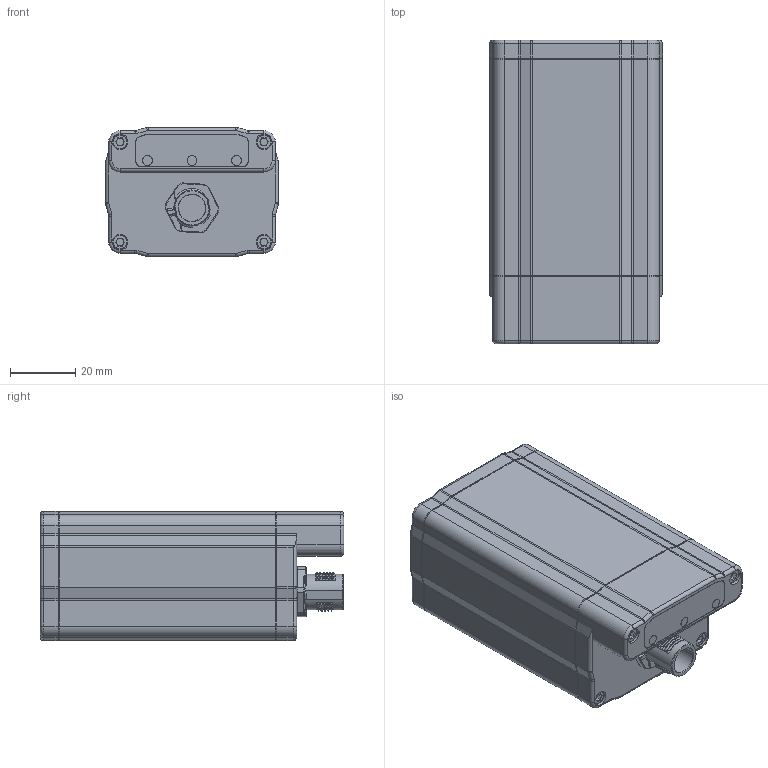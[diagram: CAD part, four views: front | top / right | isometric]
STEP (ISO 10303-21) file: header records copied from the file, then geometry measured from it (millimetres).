
FILE_DESCRIPTION((''),'2;1');
FILE_NAME('CAD-1416_ASM','2011-11-30T',('dhelisch'),(''),'PRO/ENGINEER BY PARAMETRIC TECHNOLOGY CORPORATION, 2007250','PRO/ENGINEER BY PARAMETRIC TECHNOLOGY CORPORATION, 2007250','');
FILE_SCHEMA(('CONFIG_CONTROL_DESIGN'));
Length unit declared in the file: millimetre
Products named in the file (11): 1_FRONT; 00_DECKEL_HINTEN; DIN_912_-_M2_5_X_8; 0_FRONTGLAS; GEHAEUSE-M3_4; DIN_912_-_M2_5_X_25; 0_STATUSLABLE; X2_GEH_S_DUSESTRANG; X1_GEH_S_DUSESTRANG; MAC_210_ASM; CAD-1416_ASM
Assembly tree (16 placements, depth 3):
  CAD-1416_ASM
    MAC_210_ASM
      1_FRONT
      00_DECKEL_HINTEN
      DIN_912_-_M2_5_X_8  x6
      0_FRONTGLAS
      GEHAEUSE-M3_4
      DIN_912_-_M2_5_X_25  x2
      0_STATUSLABLE
      X2_GEH_S_DUSESTRANG
      X1_GEH_S_DUSESTRANG
Bounding box: 53.21 x 93.3 x 39.8 mm (x, y, z)
Surface area: 63941.6 mm2
Topology: 15 solids, 15 shells, 1211 faces, 3340 edges, 2184 vertices
Faces by surface type: plane 546, cylinder 408, torus 99, bspline 94, cone 54, extrusion 6, sphere 4
Entity records: 45706 total; most frequent: CARTESIAN_POINT 11549, ORIENTED_EDGE 5900, DIRECTION 5594, EDGE_CURVE 2950, PRESENTATION_STYLE_ASSIGNMENT 2187, STYLED_ITEM 2187, CURVE_STYLE 2182, AXIS2_PLACEMENT_3D 1964
